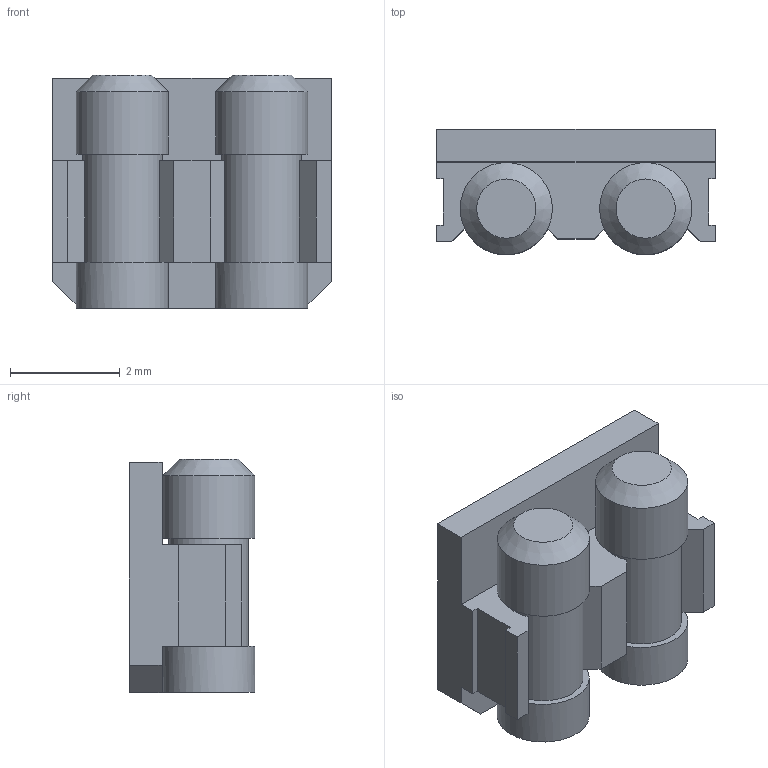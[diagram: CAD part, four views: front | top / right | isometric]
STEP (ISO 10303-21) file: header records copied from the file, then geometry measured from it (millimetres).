
FILE_DESCRIPTION(/* description */ (''),/* implementation_level */ '2;1');
FILE_NAME(/* name */ '5251-02-2-xx-xx-xx-xx.stp',/* time_stamp */ '2024-02-15T12:55:58+01:00',/* author */ ('Andreas.Larin'),/* organization */ (''),/* preprocessor_version */ 'ST-DEVELOPER v15.6',/* originating_system */ 'Autodesk Inventor 2015',/* authorisation */ '');
FILE_SCHEMA (('AUTOMOTIVE_DESIGN { 1 0 10303 214 3 1 1 }'));
Length unit declared in the file: centimetre
Products named in the file (1): 5251-02-2-xx-xx-xx-xx
Bounding box: 5.08 x 2.29 x 4.26 mm (x, y, z)
Volume: 30 mm3; surface area: 161.1 mm2
Topology: 1 solids, 1 shells, 158 faces, 414 edges, 262 vertices
Faces by surface type: plane 102, bspline 36, cylinder 12, cone 8
Full cylindrical faces by diameter (mm): 1.1 x2, 1.45 x2, 1.68 x4
Entity records: 5738 total; most frequent: CARTESIAN_POINT 2141, ORIENTED_EDGE 780, DIRECTION 640, EDGE_CURVE 390, LINE 258, VECTOR 258, VERTEX_POINT 252, AXIS2_PLACEMENT_3D 191
